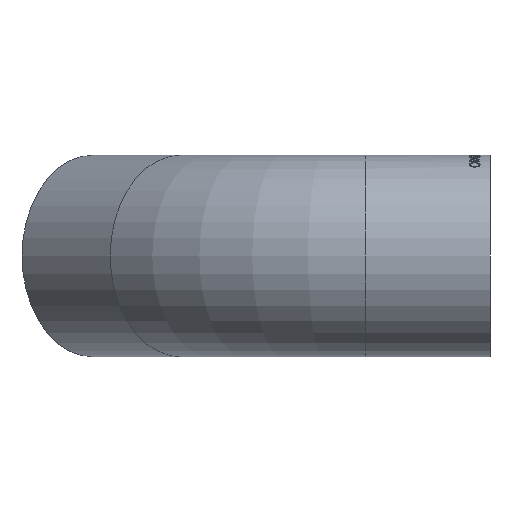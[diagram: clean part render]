
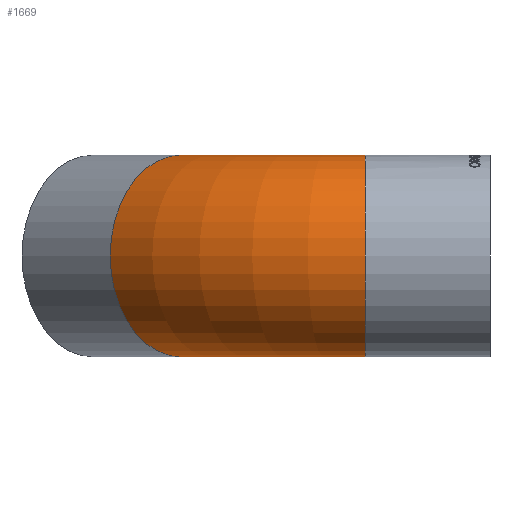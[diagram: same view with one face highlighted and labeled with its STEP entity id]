
A CAD part, left-side view. The second image highlights one B-rep face of the part: STEP entity #1669.
In plain terms, the highlighted toroidal (fillet/blend) face has major radius 114.5 mm and minor radius 44.45 mm.
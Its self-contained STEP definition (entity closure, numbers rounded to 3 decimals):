
#37 = AXIS2_PLACEMENT_3D ( 'NONE', #1741, #1037, #3905 ) ;
#428 = AXIS2_PLACEMENT_3D ( 'NONE', #4303, #561, #4665 ) ;
#561 = DIRECTION ( 'NONE',  ( 0., 1., 0. ) ) ;
#1029 = FACE_OUTER_BOUND ( 'NONE', #3752, .T. ) ;
#1037 = DIRECTION ( 'NONE',  ( 0.707, 0.707, 0. ) ) ;
#1289 = EDGE_CURVE ( 'NONE', #1929, #1929, #2652, .T. ) ;
#1313 = EDGE_CURVE ( 'NONE', #3394, #3394, #2192, .T. ) ;
#1352 = TOROIDAL_SURFACE ( 'NONE', #3805, 114.5, 44.45 ) ;
#1669 = ADVANCED_FACE ( 'NONE', ( #4679, #1029 ), #1352, .T. ) ;
#1741 = CARTESIAN_POINT ( 'NONE',  ( -80.964, 135.964, 0. ) ) ;
#1810 = EDGE_LOOP ( 'NONE', ( #3298 ) ) ;
#1929 = VERTEX_POINT ( 'NONE', #4160 ) ;
#2192 = CIRCLE ( 'NONE', #428, 44.45 ) ;
#2652 = CIRCLE ( 'NONE', #37, 44.45 ) ;
#3221 = CARTESIAN_POINT ( 'NONE',  ( 0., 55., 0. ) ) ;
#3245 = DIRECTION ( 'NONE',  ( -1., 0., 0. ) ) ;
#3298 = ORIENTED_EDGE ( 'NONE', *, *, #1289, .F. ) ;
#3394 = VERTEX_POINT ( 'NONE', #4184 ) ;
#3752 = EDGE_LOOP ( 'NONE', ( #4238 ) ) ;
#3805 = AXIS2_PLACEMENT_3D ( 'NONE', #3221, #4754, #3245 ) ;
#3905 = DIRECTION ( 'NONE',  ( 0., 0., 1. ) ) ;
#4160 = CARTESIAN_POINT ( 'NONE',  ( -80.964, 135.964, 44.45 ) ) ;
#4184 = CARTESIAN_POINT ( 'NONE',  ( -114.5, 55., 44.45 ) ) ;
#4238 = ORIENTED_EDGE ( 'NONE', *, *, #1313, .T. ) ;
#4303 = CARTESIAN_POINT ( 'NONE',  ( -114.5, 55., 0. ) ) ;
#4665 = DIRECTION ( 'NONE',  ( 0., 0., 1. ) ) ;
#4679 = FACE_OUTER_BOUND ( 'NONE', #1810, .T. ) ;
#4754 = DIRECTION ( 'NONE',  ( 0., 0., -1. ) ) ;
